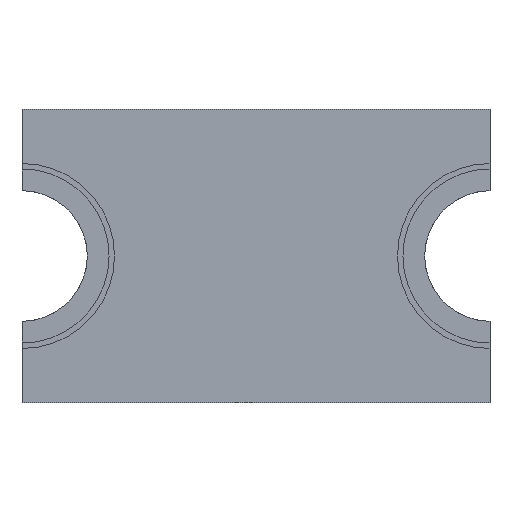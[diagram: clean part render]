
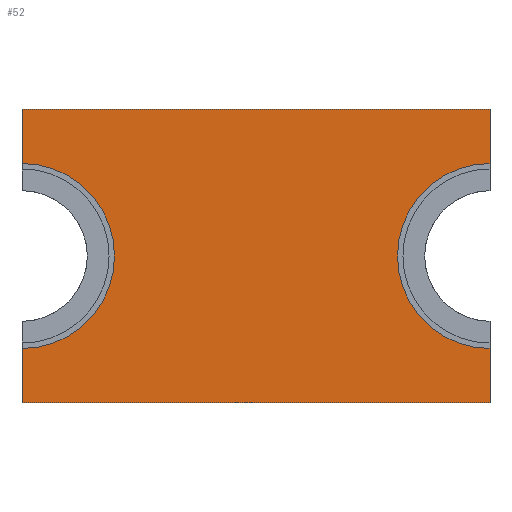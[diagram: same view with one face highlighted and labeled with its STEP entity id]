
A CAD part, front view. The second image highlights one B-rep face of the part: STEP entity #52.
In plain terms, the highlighted planar face has unit normal (0, -1, 0).
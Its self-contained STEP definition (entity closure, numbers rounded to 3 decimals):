
#52=ADVANCED_FACE('',(#99),#100,.F.);
#99=FACE_OUTER_BOUND('',#179,.T.);
#100=PLANE('',#180);
#179=EDGE_LOOP('',(#297,#298,#299,#300,#301,#302,#303,#304,#305,#306));
#180=AXIS2_PLACEMENT_3D('',#307,#308,#309);
#297=ORIENTED_EDGE('',*,*,#627,.F.);
#298=ORIENTED_EDGE('',*,*,#628,.F.);
#299=ORIENTED_EDGE('',*,*,#629,.F.);
#300=ORIENTED_EDGE('',*,*,#620,.F.);
#301=ORIENTED_EDGE('',*,*,#630,.F.);
#302=ORIENTED_EDGE('',*,*,#631,.F.);
#303=ORIENTED_EDGE('',*,*,#632,.F.);
#304=ORIENTED_EDGE('',*,*,#633,.F.);
#305=ORIENTED_EDGE('',*,*,#634,.F.);
#306=ORIENTED_EDGE('',*,*,#626,.F.);
#307=CARTESIAN_POINT('',(0.0,0.0,0.0));
#308=DIRECTION('',(0.0,1.0,0.0));
#309=DIRECTION('',(1.0,0.0,-0.0));
#620=EDGE_CURVE('',#757,#760,#761,.T.);
#626=EDGE_CURVE('',#770,#766,#772,.T.);
#627=EDGE_CURVE('',#773,#770,#774,.T.);
#628=EDGE_CURVE('',#775,#773,#776,.T.);
#629=EDGE_CURVE('',#760,#775,#777,.T.);
#630=EDGE_CURVE('',#778,#757,#779,.T.);
#631=EDGE_CURVE('',#780,#778,#781,.T.);
#632=EDGE_CURVE('',#782,#780,#783,.T.);
#633=EDGE_CURVE('',#784,#782,#785,.T.);
#634=EDGE_CURVE('',#766,#784,#786,.T.);
#757=VERTEX_POINT('',#959);
#760=VERTEX_POINT('',#963);
#761=CIRCLE('',#964,0.425);
#766=VERTEX_POINT('',#970);
#770=VERTEX_POINT('',#975);
#772=CIRCLE('',#978,0.425);
#773=VERTEX_POINT('',#979);
#774=LINE('',#980,#981);
#775=VERTEX_POINT('',#982);
#776=LINE('',#983,#984);
#777=LINE('',#985,#986);
#778=VERTEX_POINT('',#987);
#779=CIRCLE('',#988,0.425);
#780=VERTEX_POINT('',#989);
#781=LINE('',#990,#991);
#782=VERTEX_POINT('',#992);
#783=LINE('',#993,#994);
#784=VERTEX_POINT('',#995);
#785=LINE('',#996,#997);
#786=CIRCLE('',#998,0.425);
#959=CARTESIAN_POINT('',(-0.65,0.0,0.));
#963=CARTESIAN_POINT('',(-1.075,0.0,0.425));
#964=AXIS2_PLACEMENT_3D('',#1220,#1221,#1222);
#970=CARTESIAN_POINT('',(0.65,0.0,0.));
#975=CARTESIAN_POINT('',(1.075,0.0,0.425));
#978=AXIS2_PLACEMENT_3D('',#1232,#1233,#1234);
#979=CARTESIAN_POINT('',(1.075,0.0,0.675));
#980=CARTESIAN_POINT('',(1.075,0.0,0.675));
#981=VECTOR('',#1235,0.25);
#982=CARTESIAN_POINT('',(-1.075,0.0,0.675));
#983=CARTESIAN_POINT('',(-1.075,0.0,0.675));
#984=VECTOR('',#1236,2.15);
#985=CARTESIAN_POINT('',(-1.075,0.0,0.425));
#986=VECTOR('',#1237,0.25);
#987=CARTESIAN_POINT('',(-1.075,0.0,-0.425));
#988=AXIS2_PLACEMENT_3D('',#1238,#1239,#1240);
#989=CARTESIAN_POINT('',(-1.075,0.0,-0.675));
#990=CARTESIAN_POINT('',(-1.075,0.0,-0.675));
#991=VECTOR('',#1241,0.25);
#992=CARTESIAN_POINT('',(1.075,0.0,-0.675));
#993=CARTESIAN_POINT('',(1.075,0.0,-0.675));
#994=VECTOR('',#1242,2.15);
#995=CARTESIAN_POINT('',(1.075,0.0,-0.425));
#996=CARTESIAN_POINT('',(1.075,0.0,-0.425));
#997=VECTOR('',#1243,0.25);
#998=AXIS2_PLACEMENT_3D('',#1244,#1245,#1246);
#1220=CARTESIAN_POINT('',(-1.075,0.0,0.0));
#1221=DIRECTION('',(0.0,-1.0,0.0));
#1222=DIRECTION('',(0.0,0.0,-1.0));
#1232=CARTESIAN_POINT('',(1.075,0.0,0.0));
#1233=DIRECTION('',(0.0,-1.0,0.0));
#1234=DIRECTION('',(0.0,0.0,1.0));
#1235=DIRECTION('',(0.0,0.0,-1.0));
#1236=DIRECTION('',(1.0,0.0,0.0));
#1237=DIRECTION('',(0.0,0.0,1.0));
#1238=CARTESIAN_POINT('',(-1.075,0.0,0.0));
#1239=DIRECTION('',(0.0,-1.0,0.0));
#1240=DIRECTION('',(0.0,0.0,-1.0));
#1241=DIRECTION('',(0.0,0.0,1.0));
#1242=DIRECTION('',(-1.0,0.0,0.0));
#1243=DIRECTION('',(0.0,0.0,-1.0));
#1244=CARTESIAN_POINT('',(1.075,0.0,0.0));
#1245=DIRECTION('',(0.0,-1.0,0.0));
#1246=DIRECTION('',(0.0,0.0,1.0));
